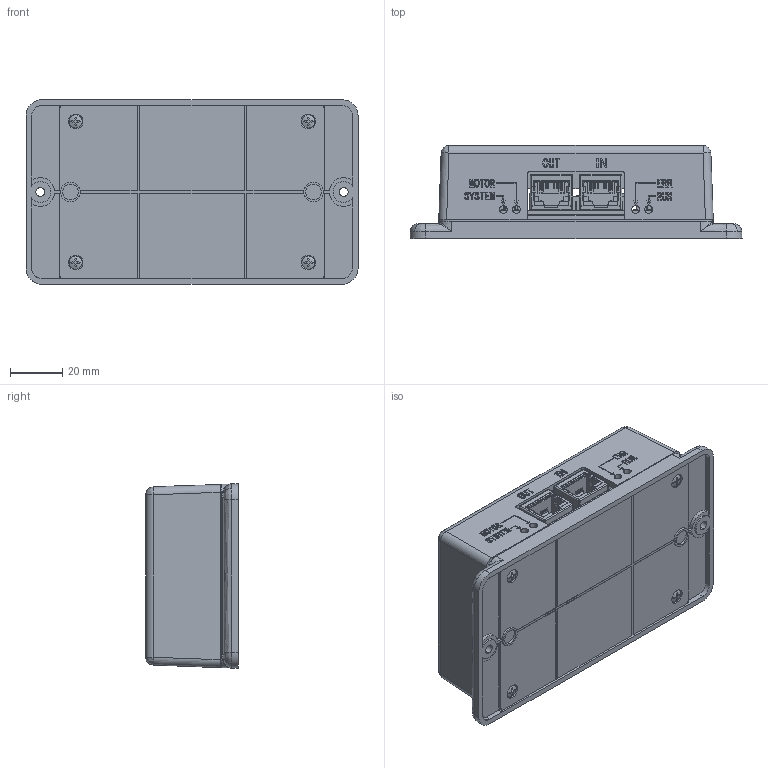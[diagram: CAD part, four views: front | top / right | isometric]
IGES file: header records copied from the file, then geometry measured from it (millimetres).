
Start section: SolidWorks IGES file using analytic representation for surfaces
Bounding box: 127 x 35.5 x 70.6 mm (x, y, z)
Volume: 84021.5 mm3; surface area: 75660.7 mm2
Topology: 2 solids, 6 shells, 2828 faces, 7531 edges, 4914 vertices
Faces by surface type: plane 1715, revolution 666, bspline 447
